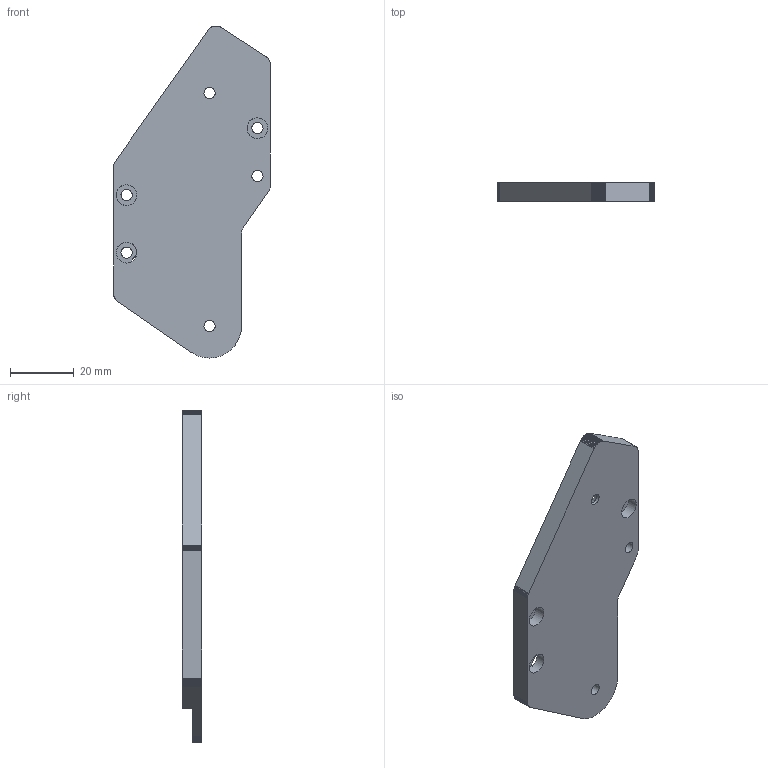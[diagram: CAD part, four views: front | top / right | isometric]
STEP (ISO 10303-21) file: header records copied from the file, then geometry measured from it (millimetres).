
FILE_DESCRIPTION(('FreeCAD Model'),'2;1');
FILE_NAME('rightLegB.step', '2015-04-10T01:07:36',('FreeCAD'),('FreeCAD'), 'Open CASCADE STEP processor 6.7','FreeCAD','Unknown');
FILE_SCHEMA(('AUTOMOTIVE_DESIGN_CC2 { 1 2 10303 214 -1 1 5 4 }'));
Length unit declared in the file: millimetre
Products named in the file (1): leg_B
Bounding box: 49 x 6 x 104 mm (x, y, z)
Volume: 14791.2 mm3; surface area: 9762.8 mm2
Topology: 1 solids, 1 shells, 129 faces, 375 edges, 250 vertices
Faces by surface type: plane 116, cylinder 12, cone 1
Full cylindrical faces by diameter (mm): 3.5 x6, 6.5 x3
Entity records: 10301 total; most frequent: CARTESIAN_POINT 2057, DIRECTION 1283, LINE 946, VECTOR 946, ORIENTED_EDGE 750, PCURVE 750, DEFINITIONAL_REPRESENTATION 750, EDGE_CURVE 375
